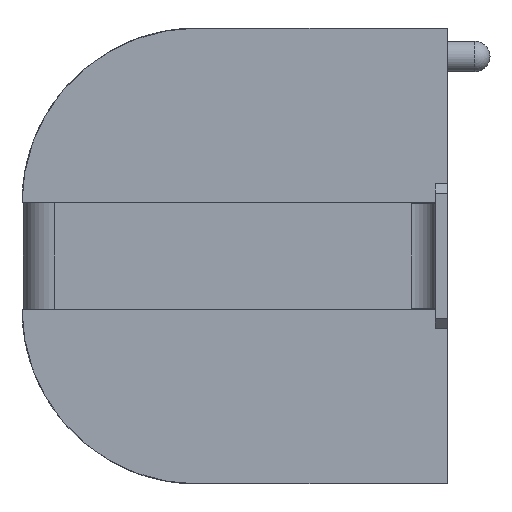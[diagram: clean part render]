
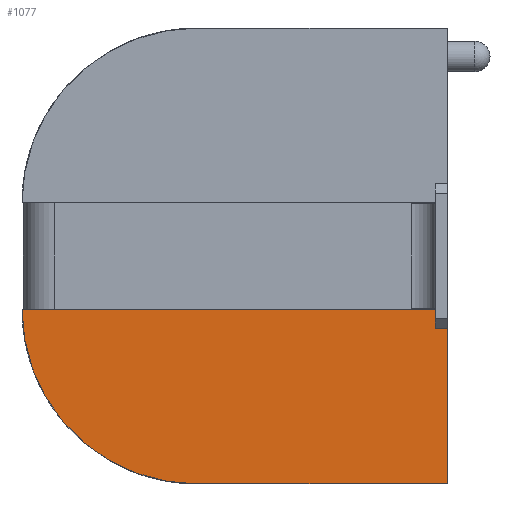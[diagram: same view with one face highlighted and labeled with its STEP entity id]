
A CAD part, left-side view. The second image highlights one B-rep face of the part: STEP entity #1077.
In plain terms, the highlighted planar face has unit normal (-1, 0, 0).
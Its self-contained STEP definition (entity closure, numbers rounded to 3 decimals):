
#79 = CARTESIAN_POINT ( 'NONE',  ( -20.855, 0., -2.225 ) ) ;
#549 = LINE ( 'NONE', #6491, #6686 ) ;
#785 = EDGE_LOOP ( 'NONE', ( #3835, #3957, #4891, #5556 ) ) ;
#847 = CARTESIAN_POINT ( 'NONE',  ( -20.855, 0., -9.525 ) ) ;
#891 = DIRECTION ( 'NONE',  ( 0., -1., 0. ) ) ;
#1077 = ADVANCED_FACE ( 'NONE', ( #1987 ), #5298, .F. ) ;
#1100 = CARTESIAN_POINT ( 'NONE',  ( -20.855, 17.78, 9.525 ) ) ;
#1292 = EDGE_CURVE ( 'NONE', #1378, #4235, #5602, .T. ) ;
#1378 = VERTEX_POINT ( 'NONE', #3211 ) ;
#1805 = CARTESIAN_POINT ( 'NONE',  ( -20.855, 10.48, -9.525 ) ) ;
#1818 = EDGE_CURVE ( 'NONE', #3924, #4235, #5315, .T. ) ;
#1987 = FACE_OUTER_BOUND ( 'NONE', #785, .T. ) ;
#2272 = CIRCLE ( 'NONE', #3189, 7.3 ) ;
#2286 = VERTEX_POINT ( 'NONE', #1805 ) ;
#2800 = DIRECTION ( 'NONE',  ( 0., 0., -1. ) ) ;
#3189 = AXIS2_PLACEMENT_3D ( 'NONE', #7122, #5236, #2800 ) ;
#3211 = CARTESIAN_POINT ( 'NONE',  ( -20.855, 17.78, -2.225 ) ) ;
#3464 = AXIS2_PLACEMENT_3D ( 'NONE', #1100, #5850, #6514 ) ;
#3835 = ORIENTED_EDGE ( 'NONE', *, *, #1818, .T. ) ;
#3924 = VERTEX_POINT ( 'NONE', #847 ) ;
#3957 = ORIENTED_EDGE ( 'NONE', *, *, #1292, .F. ) ;
#4235 = VERTEX_POINT ( 'NONE', #79 ) ;
#4553 = CARTESIAN_POINT ( 'NONE',  ( -20.855, 0., 9.525 ) ) ;
#4891 = ORIENTED_EDGE ( 'NONE', *, *, #5210, .T. ) ;
#5210 = EDGE_CURVE ( 'NONE', #1378, #2286, #2272, .T. ) ;
#5236 = DIRECTION ( 'NONE',  ( -1., 0., 0. ) ) ;
#5298 = PLANE ( 'NONE',  #3464 ) ;
#5315 = LINE ( 'NONE', #4553, #5514 ) ;
#5317 = DIRECTION ( 'NONE',  ( 0., -1., 0. ) ) ;
#5514 = VECTOR ( 'NONE', #6409, 1000. ) ;
#5556 = ORIENTED_EDGE ( 'NONE', *, *, #7378, .T. ) ;
#5602 = LINE ( 'NONE', #7323, #7469 ) ;
#5850 = DIRECTION ( 'NONE',  ( 1., 0., 0. ) ) ;
#6409 = DIRECTION ( 'NONE',  ( 0., 0., 1. ) ) ;
#6491 = CARTESIAN_POINT ( 'NONE',  ( -20.855, 17.78, -9.525 ) ) ;
#6514 = DIRECTION ( 'NONE',  ( 0., 0., -1. ) ) ;
#6686 = VECTOR ( 'NONE', #5317, 1000. ) ;
#7122 = CARTESIAN_POINT ( 'NONE',  ( -20.855, 10.48, -2.225 ) ) ;
#7323 = CARTESIAN_POINT ( 'NONE',  ( -20.855, 0., -2.225 ) ) ;
#7378 = EDGE_CURVE ( 'NONE', #2286, #3924, #549, .T. ) ;
#7469 = VECTOR ( 'NONE', #891, 1000. ) ;
